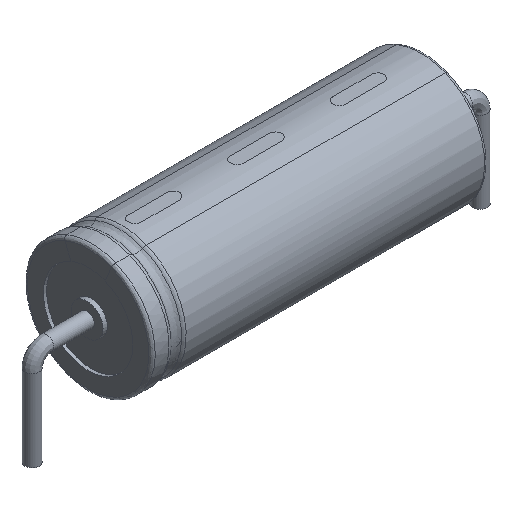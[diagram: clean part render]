
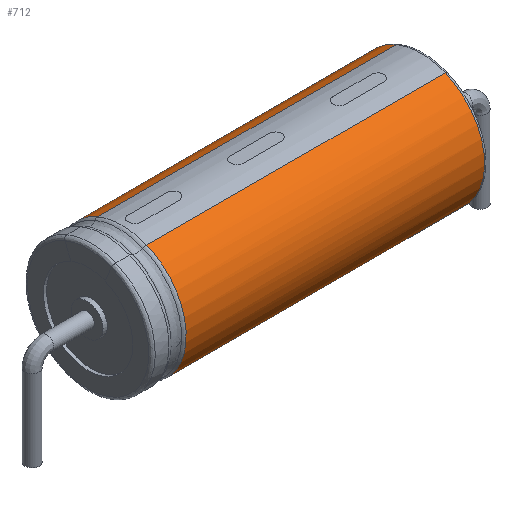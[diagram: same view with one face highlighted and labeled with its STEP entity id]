
A CAD part, isometric view. The second image highlights one B-rep face of the part: STEP entity #712.
In plain terms, the highlighted cylindrical face has radius 4 mm (diameter 8 mm), a partial arc.
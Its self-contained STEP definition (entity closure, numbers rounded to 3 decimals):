
#167=DIRECTION('',(-1.,0.,0.));
#181=DIRECTION('',(0.,0.383,0.924));
#284=VECTOR('',#285,1.);
#285=DIRECTION('',(1.,0.,0.));
#581=VERTEX_POINT('',#582);
#582=CARTESIAN_POINT('',(-8.365,1.531,7.696));
#590=ORIENTED_EDGE('',*,*,#591,.T.);
#591=EDGE_CURVE('',#581,#592,#594,.T.);
#592=VERTEX_POINT('',#593);
#593=CARTESIAN_POINT('',(-8.365,-1.531,7.696));
#594=B_SPLINE_CURVE_WITH_KNOTS('',12,(#595,#596,#597,#598,#599,#600,#601,#602,#603,#604,#605,#606,#607,#608,#609,#610,#611,#612,#613,#614,#615,#616,#617,#618,#619,#620,#621,#622,#623,#624,#625,#626,#627,#628,#629),.UNSPECIFIED.,.F.,.F.,(13,11,11,13),(-0.937,0.,21.991,22.928),.UNSPECIFIED.);
#595=CARTESIAN_POINT('',(-8.365,0.665,8.054));
#596=CARTESIAN_POINT('',(-8.365,0.738,8.024));
#597=CARTESIAN_POINT('',(-8.365,0.81,7.994));
#598=CARTESIAN_POINT('',(-8.365,0.883,7.964));
#599=CARTESIAN_POINT('',(-8.365,0.955,7.934));
#600=CARTESIAN_POINT('',(-8.365,1.027,7.904));
#601=CARTESIAN_POINT('',(-8.365,1.1,7.874));
#602=CARTESIAN_POINT('',(-8.365,1.172,7.844));
#603=CARTESIAN_POINT('',(-8.365,1.244,7.814));
#604=CARTESIAN_POINT('',(-8.365,1.316,7.785));
#605=CARTESIAN_POINT('',(-8.365,1.387,7.755));
#606=CARTESIAN_POINT('',(-8.365,1.459,7.725));
#607=CARTESIAN_POINT('',(-8.365,3.212,6.999));
#608=CARTESIAN_POINT('',(-8.365,4.573,5.457));
#609=CARTESIAN_POINT('',(-8.365,5.113,3.231));
#610=CARTESIAN_POINT('',(-8.365,4.411,0.845));
#611=CARTESIAN_POINT('',(-8.365,2.66,-0.932));
#612=CARTESIAN_POINT('',(-8.365,0.,-1.823));
#613=CARTESIAN_POINT('',(-8.365,-2.66,-0.932));
#614=CARTESIAN_POINT('',(-8.365,-4.411,0.845));
#615=CARTESIAN_POINT('',(-8.365,-5.113,3.231));
#616=CARTESIAN_POINT('',(-8.365,-4.573,5.457));
#617=CARTESIAN_POINT('',(-8.365,-3.212,6.999));
#618=CARTESIAN_POINT('',(-8.365,-1.459,7.725));
#619=CARTESIAN_POINT('',(-8.365,-1.387,7.755));
#620=CARTESIAN_POINT('',(-8.365,-1.316,7.785));
#621=CARTESIAN_POINT('',(-8.365,-1.244,7.814));
#622=CARTESIAN_POINT('',(-8.365,-1.172,7.844));
#623=CARTESIAN_POINT('',(-8.365,-1.1,7.874));
#624=CARTESIAN_POINT('',(-8.365,-1.027,7.904));
#625=CARTESIAN_POINT('',(-8.365,-0.955,7.934));
#626=CARTESIAN_POINT('',(-8.365,-0.883,7.964));
#627=CARTESIAN_POINT('',(-8.365,-0.81,7.994));
#628=CARTESIAN_POINT('',(-8.365,-0.738,8.024));
#629=CARTESIAN_POINT('',(-8.365,-0.665,8.054));
#712=ADVANCED_FACE('',(#713),#732,.T.);
#713=FACE_BOUND('',#714,.F.);
#714=EDGE_LOOP('',(#715,#590,#721,#727));
#715=ORIENTED_EDGE('',*,*,#716,.F.);
#716=EDGE_CURVE('',#581,#717,#719,.T.);
#717=VERTEX_POINT('',#718);
#718=CARTESIAN_POINT('',(10.3,1.531,7.696));
#719=LINE('',#720,#284);
#720=CARTESIAN_POINT('',(-8.5,1.531,7.696));
#721=ORIENTED_EDGE('',*,*,#722,.T.);
#722=EDGE_CURVE('',#592,#723,#725,.T.);
#723=VERTEX_POINT('',#724);
#724=CARTESIAN_POINT('',(10.3,-1.531,7.696));
#725=LINE('',#726,#284);
#726=CARTESIAN_POINT('',(-8.5,-1.531,7.696));
#727=ORIENTED_EDGE('',*,*,#728,.F.);
#728=EDGE_CURVE('',#717,#723,#729,.T.);
#729=CIRCLE('',#730,4.);
#730=AXIS2_PLACEMENT_3D('',#731,#167,#181);
#731=CARTESIAN_POINT('',(10.3,0.,4.));
#732=CYLINDRICAL_SURFACE('',#733,4.);
#733=AXIS2_PLACEMENT_3D('',#734,#285,#181);
#734=CARTESIAN_POINT('',(-8.5,0.,4.));
